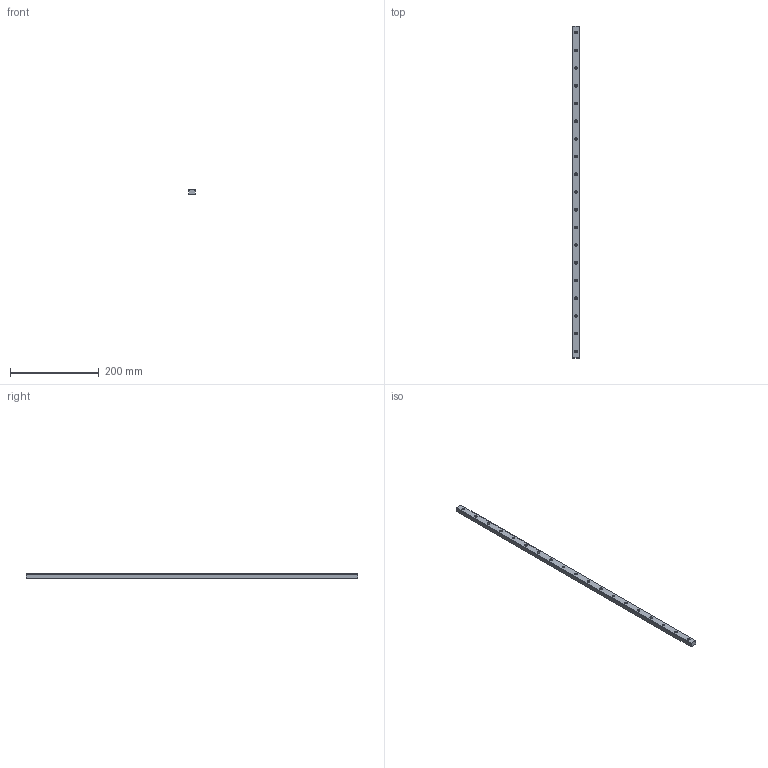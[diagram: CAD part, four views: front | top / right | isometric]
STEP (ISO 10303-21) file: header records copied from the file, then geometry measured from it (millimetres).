
FILE_DESCRIPTION(('FreeCAD Model'),'2;1');
FILE_NAME( 'mgn15x19_rail.step', '2017-08-31T16:04:35',('Author'),(''), 'Open CASCADE STEP processor 6.8','FreeCAD','Unknown');
FILE_SCHEMA(('AUTOMOTIVE_DESIGN_CC2 { 1 2 10303 214 -1 1 5 4 }'));
Length unit declared in the file: millimetre
Products named in the file (2): ASSEMBLY; LinearPattern001
Assembly tree (1 placements, depth 2):
  ASSEMBLY
    LinearPattern001
Bounding box: 15 x 750 x 10 mm (x, y, z)
Volume: 107671.2 mm3; surface area: 42098.5 mm2
Topology: 1 solids, 1 shells, 71 faces, 150 edges, 100 vertices
Faces by surface type: cylinder 38, plane 33
Full cylindrical faces by diameter (mm): 4.5 x19, 6 x19
Entity records: 4176 total; most frequent: CARTESIAN_POINT 965, DIRECTION 615, ORIENTED_EDGE 300, PCURVE 300, DEFINITIONAL_REPRESENTATION 300, LINE 298, VECTOR 298, EDGE_CURVE 150
